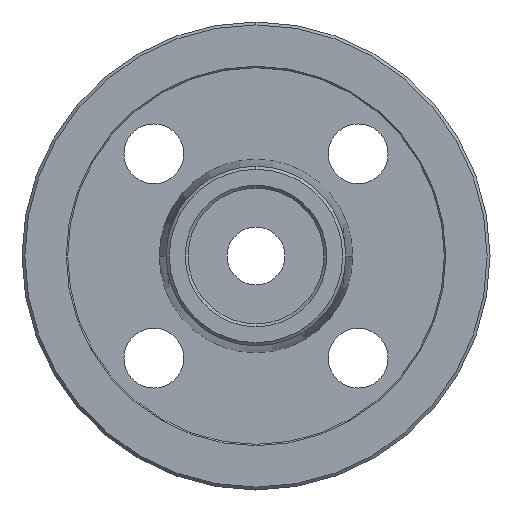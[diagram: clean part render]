
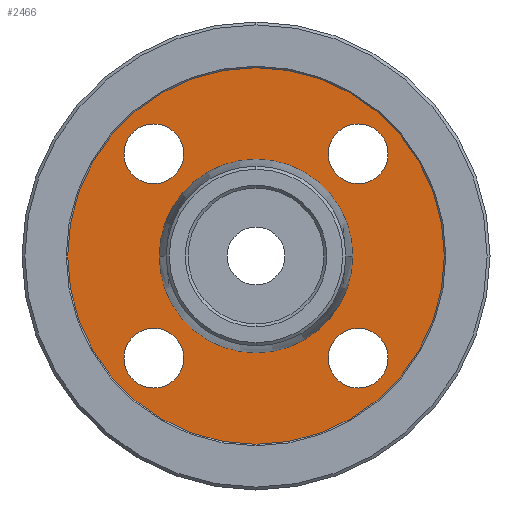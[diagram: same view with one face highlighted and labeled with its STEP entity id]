
A CAD part, left-side view. The second image highlights one B-rep face of the part: STEP entity #2466.
In plain terms, the highlighted planar face has unit normal (-1, 0, 0).
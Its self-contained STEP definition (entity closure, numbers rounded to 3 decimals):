
#2 = DIRECTION ( 'NONE',  ( 0., 0., -1. ) ) ;
#128 = ORIENTED_EDGE ( 'NONE', *, *, #1646, .T. ) ;
#184 = AXIS2_PLACEMENT_3D ( 'NONE', #249, #493, #2103 ) ;
#227 = AXIS2_PLACEMENT_3D ( 'NONE', #679, #2317, #1601 ) ;
#236 = DIRECTION ( 'NONE',  ( 0., 0., -1. ) ) ;
#237 = CARTESIAN_POINT ( 'NONE',  ( 28.8, -35.355, -45.694 ) ) ;
#239 = EDGE_LOOP ( 'NONE', ( #2296, #632 ) ) ;
#249 = CARTESIAN_POINT ( 'NONE',  ( 28.8, -35.355, -35.355 ) ) ;
#277 = VERTEX_POINT ( 'NONE', #1435 ) ;
#280 = CARTESIAN_POINT ( 'NONE',  ( 28.8, 0., -65.2 ) ) ;
#282 = ORIENTED_EDGE ( 'NONE', *, *, #589, .T. ) ;
#307 = EDGE_CURVE ( 'NONE', #1439, #769, #1489, .T. ) ;
#331 = AXIS2_PLACEMENT_3D ( 'NONE', #1656, #1621, #236 ) ;
#372 = ORIENTED_EDGE ( 'NONE', *, *, #2143, .T. ) ;
#439 = CARTESIAN_POINT ( 'NONE',  ( 28.8, -35.355, 45.694 ) ) ;
#457 = EDGE_LOOP ( 'NONE', ( #128, #2705 ) ) ;
#464 = AXIS2_PLACEMENT_3D ( 'NONE', #2069, #949, #724 ) ;
#470 = DIRECTION ( 'NONE',  ( 1., 0., 0. ) ) ;
#492 = CARTESIAN_POINT ( 'NONE',  ( 28.8, -33.5, 0. ) ) ;
#493 = DIRECTION ( 'NONE',  ( 1., 0., 0. ) ) ;
#534 = CARTESIAN_POINT ( 'NONE',  ( 28.8, 0., 0. ) ) ;
#566 = AXIS2_PLACEMENT_3D ( 'NONE', #1357, #2057, #2485 ) ;
#589 = EDGE_CURVE ( 'NONE', #2406, #2451, #1303, .T. ) ;
#632 = ORIENTED_EDGE ( 'NONE', *, *, #1683, .T. ) ;
#679 = CARTESIAN_POINT ( 'NONE',  ( 28.8, 35.355, -35.355 ) ) ;
#717 = FACE_BOUND ( 'NONE', #239, .T. ) ;
#724 = DIRECTION ( 'NONE',  ( 0., 1., 0. ) ) ;
#744 = CARTESIAN_POINT ( 'NONE',  ( 28.8, 35.355, 25.017 ) ) ;
#755 = CIRCLE ( 'NONE', #331, 10.339 ) ;
#769 = VERTEX_POINT ( 'NONE', #1222 ) ;
#926 = CARTESIAN_POINT ( 'NONE',  ( 28.8, 0., 0. ) ) ;
#949 = DIRECTION ( 'NONE',  ( -1., 0., 0. ) ) ;
#971 = CIRCLE ( 'NONE', #2699, 33.5 ) ;
#992 = DIRECTION ( 'NONE',  ( 0., 0., 1. ) ) ;
#1068 = DIRECTION ( 'NONE',  ( 1., 0., 0. ) ) ;
#1102 = VERTEX_POINT ( 'NONE', #237 ) ;
#1112 = CARTESIAN_POINT ( 'NONE',  ( 28.8, 65.2, 0. ) ) ;
#1146 = DIRECTION ( 'NONE',  ( 0., 0., -1. ) ) ;
#1148 = ORIENTED_EDGE ( 'NONE', *, *, #2272, .T. ) ;
#1154 = DIRECTION ( 'NONE',  ( 0., 1., 0. ) ) ;
#1192 = AXIS2_PLACEMENT_3D ( 'NONE', #534, #1452, #992 ) ;
#1222 = CARTESIAN_POINT ( 'NONE',  ( 28.8, 0., 65.2 ) ) ;
#1261 = EDGE_LOOP ( 'NONE', ( #1148, #2086 ) ) ;
#1277 = VERTEX_POINT ( 'NONE', #2493 ) ;
#1296 = CIRCLE ( 'NONE', #2815, 10.339 ) ;
#1303 = CIRCLE ( 'NONE', #2329, 10.339 ) ;
#1329 = EDGE_CURVE ( 'NONE', #2147, #1102, #1528, .T. ) ;
#1348 = FACE_BOUND ( 'NONE', #2584, .T. ) ;
#1357 = CARTESIAN_POINT ( 'NONE',  ( 28.8, 35.355, 35.355 ) ) ;
#1374 = AXIS2_PLACEMENT_3D ( 'NONE', #926, #1915, #1649 ) ;
#1409 = EDGE_LOOP ( 'NONE', ( #1654, #1818 ) ) ;
#1420 = EDGE_CURVE ( 'NONE', #1277, #2829, #1868, .T. ) ;
#1435 = CARTESIAN_POINT ( 'NONE',  ( 28.8, 35.355, -25.017 ) ) ;
#1439 = VERTEX_POINT ( 'NONE', #280 ) ;
#1452 = DIRECTION ( 'NONE',  ( -1., 0., 0. ) ) ;
#1455 = CARTESIAN_POINT ( 'NONE',  ( 28.8, 35.355, -35.355 ) ) ;
#1489 = CIRCLE ( 'NONE', #1192, 65.2 ) ;
#1528 = CIRCLE ( 'NONE', #2176, 10.339 ) ;
#1530 = DIRECTION ( 'NONE',  ( 0., 0., -1. ) ) ;
#1589 = EDGE_CURVE ( 'NONE', #2799, #2390, #2070, .T. ) ;
#1601 = DIRECTION ( 'NONE',  ( 0., 0., -1. ) ) ;
#1608 = CARTESIAN_POINT ( 'NONE',  ( 28.8, 0., 0. ) ) ;
#1621 = DIRECTION ( 'NONE',  ( 1., 0., 0. ) ) ;
#1644 = PLANE ( 'NONE',  #1816 ) ;
#1646 = EDGE_CURVE ( 'NONE', #1102, #2147, #2226, .T. ) ;
#1649 = DIRECTION ( 'NONE',  ( 0., 0., 1. ) ) ;
#1654 = ORIENTED_EDGE ( 'NONE', *, *, #1420, .F. ) ;
#1656 = CARTESIAN_POINT ( 'NONE',  ( 28.8, 35.355, 35.355 ) ) ;
#1683 = EDGE_CURVE ( 'NONE', #2390, #2799, #755, .T. ) ;
#1711 = EDGE_LOOP ( 'NONE', ( #372, #2785 ) ) ;
#1751 = CARTESIAN_POINT ( 'NONE',  ( 28.8, -35.355, 35.355 ) ) ;
#1781 = DIRECTION ( 'NONE',  ( 1., 0., 0. ) ) ;
#1789 = FACE_OUTER_BOUND ( 'NONE', #1261, .T. ) ;
#1816 = AXIS2_PLACEMENT_3D ( 'NONE', #1112, #1068, #2005 ) ;
#1818 = ORIENTED_EDGE ( 'NONE', *, *, #2905, .F. ) ;
#1868 = CIRCLE ( 'NONE', #464, 33.5 ) ;
#1900 = CARTESIAN_POINT ( 'NONE',  ( 28.8, -35.355, -25.017 ) ) ;
#1915 = DIRECTION ( 'NONE',  ( -1., 0., 0. ) ) ;
#2005 = DIRECTION ( 'NONE',  ( 0., 0., -1. ) ) ;
#2051 = EDGE_CURVE ( 'NONE', #2451, #2406, #2184, .T. ) ;
#2057 = DIRECTION ( 'NONE',  ( 1., 0., 0. ) ) ;
#2069 = CARTESIAN_POINT ( 'NONE',  ( 28.8, 0., 0. ) ) ;
#2070 = CIRCLE ( 'NONE', #566, 10.339 ) ;
#2080 = EDGE_CURVE ( 'NONE', #277, #2105, #2276, .T. ) ;
#2081 = DIRECTION ( 'NONE',  ( 1., 0., 0. ) ) ;
#2086 = ORIENTED_EDGE ( 'NONE', *, *, #307, .T. ) ;
#2103 = DIRECTION ( 'NONE',  ( 0., 0., -1. ) ) ;
#2105 = VERTEX_POINT ( 'NONE', #2548 ) ;
#2112 = CARTESIAN_POINT ( 'NONE',  ( 28.8, -35.355, 35.355 ) ) ;
#2125 = AXIS2_PLACEMENT_3D ( 'NONE', #2112, #470, #1146 ) ;
#2143 = EDGE_CURVE ( 'NONE', #2105, #277, #1296, .T. ) ;
#2147 = VERTEX_POINT ( 'NONE', #1900 ) ;
#2176 = AXIS2_PLACEMENT_3D ( 'NONE', #2970, #1781, #2525 ) ;
#2184 = CIRCLE ( 'NONE', #2125, 10.339 ) ;
#2226 = CIRCLE ( 'NONE', #184, 10.339 ) ;
#2272 = EDGE_CURVE ( 'NONE', #769, #1439, #2467, .T. ) ;
#2276 = CIRCLE ( 'NONE', #227, 10.339 ) ;
#2290 = FACE_BOUND ( 'NONE', #1711, .T. ) ;
#2296 = ORIENTED_EDGE ( 'NONE', *, *, #1589, .T. ) ;
#2317 = DIRECTION ( 'NONE',  ( 1., 0., 0. ) ) ;
#2329 = AXIS2_PLACEMENT_3D ( 'NONE', #1751, #2081, #1530 ) ;
#2390 = VERTEX_POINT ( 'NONE', #2683 ) ;
#2406 = VERTEX_POINT ( 'NONE', #439 ) ;
#2451 = VERTEX_POINT ( 'NONE', #2502 ) ;
#2466 = ADVANCED_FACE ( 'NONE', ( #1789, #2825, #717, #1348, #2734, #2290 ), #1644, .F. ) ;
#2467 = CIRCLE ( 'NONE', #1374, 65.2 ) ;
#2485 = DIRECTION ( 'NONE',  ( 0., 0., -1. ) ) ;
#2493 = CARTESIAN_POINT ( 'NONE',  ( 28.8, 33.5, 0. ) ) ;
#2502 = CARTESIAN_POINT ( 'NONE',  ( 28.8, -35.355, 25.017 ) ) ;
#2525 = DIRECTION ( 'NONE',  ( 0., 0., -1. ) ) ;
#2548 = CARTESIAN_POINT ( 'NONE',  ( 28.8, 35.355, -45.694 ) ) ;
#2584 = EDGE_LOOP ( 'NONE', ( #2686, #282 ) ) ;
#2614 = DIRECTION ( 'NONE',  ( 1., 0., 0. ) ) ;
#2683 = CARTESIAN_POINT ( 'NONE',  ( 28.8, 35.355, 45.694 ) ) ;
#2686 = ORIENTED_EDGE ( 'NONE', *, *, #2051, .T. ) ;
#2699 = AXIS2_PLACEMENT_3D ( 'NONE', #1608, #3006, #1154 ) ;
#2705 = ORIENTED_EDGE ( 'NONE', *, *, #1329, .T. ) ;
#2734 = FACE_BOUND ( 'NONE', #457, .T. ) ;
#2785 = ORIENTED_EDGE ( 'NONE', *, *, #2080, .T. ) ;
#2799 = VERTEX_POINT ( 'NONE', #744 ) ;
#2815 = AXIS2_PLACEMENT_3D ( 'NONE', #1455, #2614, #2 ) ;
#2825 = FACE_BOUND ( 'NONE', #1409, .T. ) ;
#2829 = VERTEX_POINT ( 'NONE', #492 ) ;
#2905 = EDGE_CURVE ( 'NONE', #2829, #1277, #971, .T. ) ;
#2970 = CARTESIAN_POINT ( 'NONE',  ( 28.8, -35.355, -35.355 ) ) ;
#3006 = DIRECTION ( 'NONE',  ( -1., 0., 0. ) ) ;
